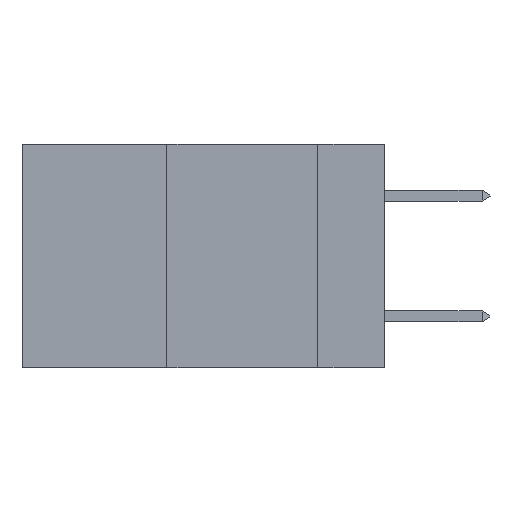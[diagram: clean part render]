
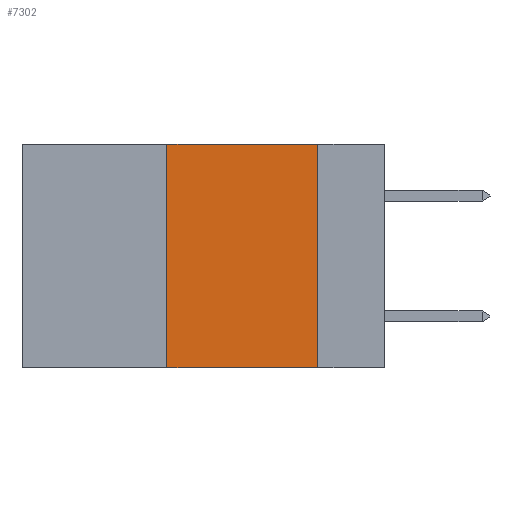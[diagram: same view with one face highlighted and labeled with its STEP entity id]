
A CAD part, left-side view. The second image highlights one B-rep face of the part: STEP entity #7302.
In plain terms, the highlighted planar face has unit normal (-1, 0, 0).
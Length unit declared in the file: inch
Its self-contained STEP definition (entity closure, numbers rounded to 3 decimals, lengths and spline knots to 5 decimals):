
#709 = CARTESIAN_POINT ( 'NONE',  ( 0., 0.6, 0. ) ) ;
#841 = DIRECTION ( 'NONE',  ( 0., -1., 0. ) ) ;
#2487 = AXIS2_PLACEMENT_3D ( 'NONE', #709, #9678, #18652 ) ;
#3904 = LINE ( 'NONE', #12863, #13914 ) ;
#5701 = DIRECTION ( 'NONE',  ( 0., 0., 1. ) ) ;
#5920 = VERTEX_POINT ( 'NONE', #21158 ) ;
#6225 = VECTOR ( 'NONE', #841, 39.37008 ) ;
#7072 = CARTESIAN_POINT ( 'NONE',  ( 0., 0.6, 0. ) ) ;
#7302 = ADVANCED_FACE ( 'NONE', ( #27947 ), #27672, .F. ) ;
#7839 = VECTOR ( 'NONE', #5701, 39.37008 ) ;
#9678 = DIRECTION ( 'NONE',  ( 1., 0., 0. ) ) ;
#9940 = CARTESIAN_POINT ( 'NONE',  ( 0., 0.36, 0. ) ) ;
#10095 = CARTESIAN_POINT ( 'NONE',  ( 0., 0.6, -0.37 ) ) ;
#10420 = EDGE_LOOP ( 'NONE', ( #12557, #22092, #20265, #27921 ) ) ;
#12557 = ORIENTED_EDGE ( 'NONE', *, *, #27356, .F. ) ;
#12806 = EDGE_CURVE ( 'NONE', #15385, #26327, #26141, .T. ) ;
#12863 = CARTESIAN_POINT ( 'NONE',  ( 0., 0.11, 0. ) ) ;
#13914 = VECTOR ( 'NONE', #21851, 39.37008 ) ;
#13963 = DIRECTION ( 'NONE',  ( 0., -1., 0. ) ) ;
#15385 = VERTEX_POINT ( 'NONE', #27731 ) ;
#18227 = LINE ( 'NONE', #7072, #28874 ) ;
#18652 = DIRECTION ( 'NONE',  ( 0., 0., -1. ) ) ;
#20265 = ORIENTED_EDGE ( 'NONE', *, *, #12806, .F. ) ;
#20798 = VERTEX_POINT ( 'NONE', #21586 ) ;
#20895 = EDGE_CURVE ( 'NONE', #15385, #5920, #23348, .T. ) ;
#21158 = CARTESIAN_POINT ( 'NONE',  ( 0., 0.11, -0.37 ) ) ;
#21586 = CARTESIAN_POINT ( 'NONE',  ( 0., 0.11, 0. ) ) ;
#21851 = DIRECTION ( 'NONE',  ( 0., 0., -1. ) ) ;
#22092 = ORIENTED_EDGE ( 'NONE', *, *, #25007, .F. ) ;
#23348 = LINE ( 'NONE', #10095, #6225 ) ;
#25007 = EDGE_CURVE ( 'NONE', #26327, #20798, #18227, .T. ) ;
#25300 = CARTESIAN_POINT ( 'NONE',  ( 0., 0.36, 0. ) ) ;
#26141 = LINE ( 'NONE', #9940, #7839 ) ;
#26327 = VERTEX_POINT ( 'NONE', #25300 ) ;
#27356 = EDGE_CURVE ( 'NONE', #20798, #5920, #3904, .T. ) ;
#27672 = PLANE ( 'NONE',  #2487 ) ;
#27731 = CARTESIAN_POINT ( 'NONE',  ( 0., 0.36, -0.37 ) ) ;
#27921 = ORIENTED_EDGE ( 'NONE', *, *, #20895, .T. ) ;
#27947 = FACE_OUTER_BOUND ( 'NONE', #10420, .T. ) ;
#28874 = VECTOR ( 'NONE', #13963, 39.37008 ) ;
